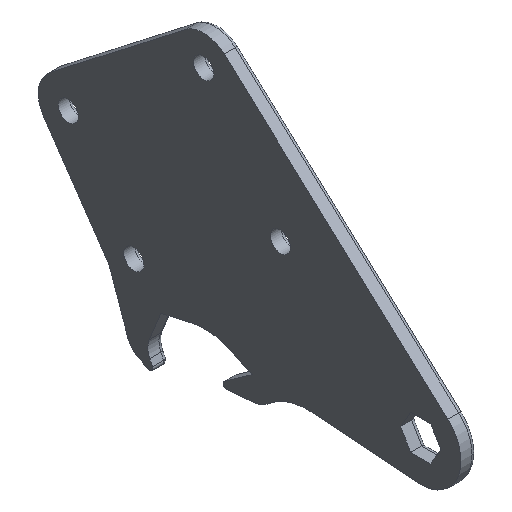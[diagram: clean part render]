
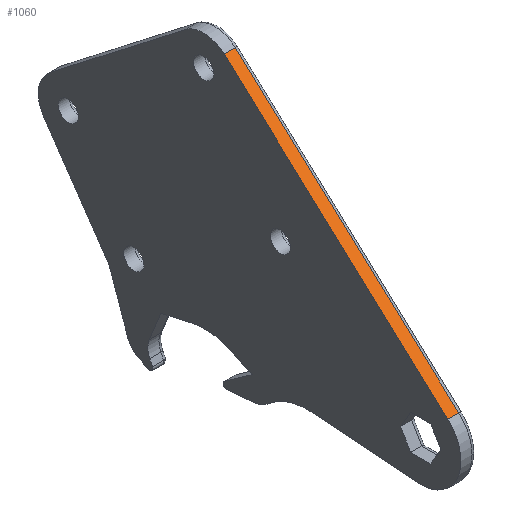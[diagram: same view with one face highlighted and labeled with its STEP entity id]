
A CAD part, isometric view. The second image highlights one B-rep face of the part: STEP entity #1060.
In plain terms, the highlighted planar face has unit normal (0, -0.675, 0.738).
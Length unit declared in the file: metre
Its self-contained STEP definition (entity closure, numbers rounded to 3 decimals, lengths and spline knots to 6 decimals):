
#148=ORIENTED_EDGE('',*,*,#454,.T.);
#149=ORIENTED_EDGE('',*,*,#455,.T.);
#150=ORIENTED_EDGE('',*,*,#456,.F.);
#151=ORIENTED_EDGE('',*,*,#457,.F.);
#454=EDGE_CURVE('',#605,#606,#706,.T.);
#455=EDGE_CURVE('',#606,#607,#707,.T.);
#456=EDGE_CURVE('',#608,#607,#708,.T.);
#457=EDGE_CURVE('',#605,#608,#709,.T.);
#605=VERTEX_POINT('',#1665);
#606=VERTEX_POINT('',#1666);
#607=VERTEX_POINT('',#1668);
#608=VERTEX_POINT('',#1670);
#706=LINE('',#1664,#792);
#707=LINE('',#1667,#793);
#708=LINE('',#1669,#794);
#709=LINE('',#1671,#795);
#792=VECTOR('',#1301,1.);
#793=VECTOR('',#1302,1.);
#794=VECTOR('',#1303,1.);
#795=VECTOR('',#1304,1.);
#867=EDGE_LOOP('',(#148,#149,#150,#151));
#953=FACE_BOUND('',#867,.T.);
#1039=PLANE('',#1141);
#1060=ADVANCED_FACE('',(#953),#1039,.F.);
#1141=AXIS2_PLACEMENT_3D('',#1663,#1299,#1300);
#1299=DIRECTION('',(0.,0.675,-0.738));
#1300=DIRECTION('',(0.,0.738,0.675));
#1301=DIRECTION('',(1.,0.,0.));
#1302=DIRECTION('',(0.,0.738,0.675));
#1303=DIRECTION('',(1.,0.,0.));
#1304=DIRECTION('',(0.,0.738,0.675));
#1663=CARTESIAN_POINT('',(0.045458,-0.067489,0.147852));
#1664=CARTESIAN_POINT('',(0.045458,-0.102793,0.115573));
#1665=CARTESIAN_POINT('',(0.045458,-0.102793,0.115573));
#1666=CARTESIAN_POINT('',(0.04895,-0.102793,0.115573));
#1667=CARTESIAN_POINT('',(0.04895,-0.032186,0.180132));
#1668=CARTESIAN_POINT('',(0.04895,-0.032186,0.180132));
#1669=CARTESIAN_POINT('',(0.045458,-0.032186,0.180132));
#1670=CARTESIAN_POINT('',(0.045458,-0.032186,0.180132));
#1671=CARTESIAN_POINT('',(0.045458,-0.067489,0.147852));
